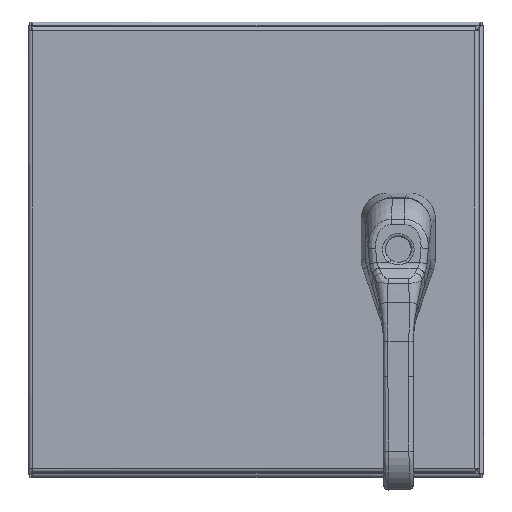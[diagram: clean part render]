
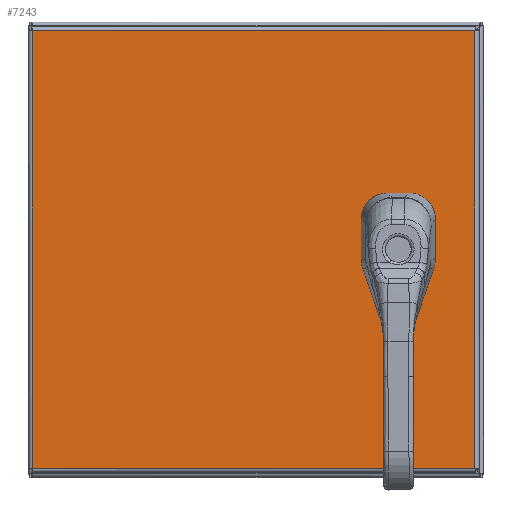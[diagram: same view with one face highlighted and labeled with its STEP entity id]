
A CAD part, top view. The second image highlights one B-rep face of the part: STEP entity #7243.
In plain terms, the highlighted face is planar.
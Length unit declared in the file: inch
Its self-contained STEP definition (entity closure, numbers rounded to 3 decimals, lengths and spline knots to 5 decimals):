
#5473=CARTESIAN_POINT('',(2.33762,6.275,0.0));
#5474=VERTEX_POINT('',#5473);
#5481=CARTESIAN_POINT('',(2.525,6.08762,0.0));
#5482=VERTEX_POINT('',#5481);
#5483=CARTESIAN_POINT('',(2.125,5.875,0.0));
#5484=DIRECTION('',(0.0,0.0,1.0));
#5485=DIRECTION('',(-0.469,-0.883,0.0));
#5486=AXIS2_PLACEMENT_3D('',#5483,#5484,#5485);
#5487=CIRCLE('',#5486,0.453);
#5488=EDGE_CURVE('',#5482,#5474,#5487,.T.);
#5513=CARTESIAN_POINT('',(2.525,5.66238,0.0));
#5514=VERTEX_POINT('',#5513);
#5515=CARTESIAN_POINT('',(2.525,5.66238,0.0));
#5516=DIRECTION('',(0.0,1.0,0.0));
#5517=VECTOR('',#5516,0.42525);
#5518=LINE('',#5515,#5517);
#5519=EDGE_CURVE('',#5514,#5482,#5518,.T.);
#5545=CARTESIAN_POINT('',(2.33762,5.475,0.0));
#5546=VERTEX_POINT('',#5545);
#5547=CARTESIAN_POINT('',(2.125,5.875,0.0));
#5548=DIRECTION('',(0.0,0.0,1.0));
#5549=DIRECTION('',(-0.883,0.469,0.0));
#5550=AXIS2_PLACEMENT_3D('',#5547,#5548,#5549);
#5551=CIRCLE('',#5550,0.453);
#5552=EDGE_CURVE('',#5546,#5514,#5551,.T.);
#5577=CARTESIAN_POINT('',(1.91238,5.475,0.0));
#5578=VERTEX_POINT('',#5577);
#5579=CARTESIAN_POINT('',(1.91238,5.475,0.0));
#5580=DIRECTION('',(1.0,0.0,0.0));
#5581=VECTOR('',#5580,0.42525);
#5582=LINE('',#5579,#5581);
#5583=EDGE_CURVE('',#5578,#5546,#5582,.T.);
#5609=CARTESIAN_POINT('',(1.725,5.66238,0.0));
#5610=VERTEX_POINT('',#5609);
#5611=CARTESIAN_POINT('',(2.125,5.875,0.0));
#5612=DIRECTION('',(0.0,0.0,1.0));
#5613=DIRECTION('',(0.469,0.883,0.0));
#5614=AXIS2_PLACEMENT_3D('',#5611,#5612,#5613);
#5615=CIRCLE('',#5614,0.453);
#5616=EDGE_CURVE('',#5610,#5578,#5615,.T.);
#5641=CARTESIAN_POINT('',(1.725,6.08762,0.0));
#5642=VERTEX_POINT('',#5641);
#5643=CARTESIAN_POINT('',(1.725,6.08762,0.0));
#5644=DIRECTION('',(0.0,-1.0,0.0));
#5645=VECTOR('',#5644,0.42525);
#5646=LINE('',#5643,#5645);
#5647=EDGE_CURVE('',#5642,#5610,#5646,.T.);
#5673=CARTESIAN_POINT('',(1.91238,6.275,0.0));
#5674=VERTEX_POINT('',#5673);
#5675=CARTESIAN_POINT('',(2.125,5.875,0.0));
#5676=DIRECTION('',(0.0,0.0,1.0));
#5677=DIRECTION('',(0.883,-0.469,0.0));
#5678=AXIS2_PLACEMENT_3D('',#5675,#5676,#5677);
#5679=CIRCLE('',#5678,0.453);
#5680=EDGE_CURVE('',#5674,#5642,#5679,.T.);
#5703=CARTESIAN_POINT('',(2.33762,6.275,0.0));
#5704=DIRECTION('',(-1.0,0.0,0.0));
#5705=VECTOR('',#5704,0.42525);
#5706=LINE('',#5703,#5705);
#5707=EDGE_CURVE('',#5474,#5674,#5706,.T.);
#5729=CARTESIAN_POINT('',(1.9845,4.497,0.0));
#5730=VERTEX_POINT('',#5729);
#5731=CARTESIAN_POINT('',(2.125,4.497,0.0));
#5732=DIRECTION('',(0.0,0.0,1.0));
#5733=DIRECTION('',(1.0,0.0,0.0));
#5734=AXIS2_PLACEMENT_3D('',#5731,#5732,#5733);
#5735=CIRCLE('',#5734,0.1405);
#5736=EDGE_CURVE('',#5730,#5730,#5735,.T.);
#5757=CARTESIAN_POINT('',(1.9845,4.989,0.0));
#5758=VERTEX_POINT('',#5757);
#5759=CARTESIAN_POINT('',(2.125,4.989,0.0));
#5760=DIRECTION('',(0.0,0.0,1.0));
#5761=DIRECTION('',(1.0,0.0,0.0));
#5762=AXIS2_PLACEMENT_3D('',#5759,#5760,#5761);
#5763=CIRCLE('',#5762,0.1405);
#5764=EDGE_CURVE('',#5758,#5758,#5763,.T.);
#5785=CARTESIAN_POINT('',(1.9845,6.76,0.0));
#5786=VERTEX_POINT('',#5785);
#5787=CARTESIAN_POINT('',(2.125,6.76,0.0));
#5788=DIRECTION('',(0.0,0.0,1.0));
#5789=DIRECTION('',(1.0,0.0,0.0));
#5790=AXIS2_PLACEMENT_3D('',#5787,#5788,#5789);
#5791=CIRCLE('',#5790,0.1405);
#5792=EDGE_CURVE('',#5786,#5786,#5791,.T.);
#6242=CARTESIAN_POINT('',(11.76975,0.10525,0.));
#6243=VERTEX_POINT('',#6242);
#6254=CARTESIAN_POINT('',(11.76975,11.64475,0.));
#6255=VERTEX_POINT('',#6254);
#6256=CARTESIAN_POINT('',(11.76975,11.64475,0.0));
#6257=DIRECTION('',(0.0,-1.0,0.0));
#6258=VECTOR('',#6257,11.5395);
#6259=LINE('',#6256,#6258);
#6260=EDGE_CURVE('',#6255,#6243,#6259,.T.);
#6412=CARTESIAN_POINT('',(0.10525,0.10525,0.));
#6413=VERTEX_POINT('',#6412);
#6424=CARTESIAN_POINT('',(11.76975,0.10525,0.0));
#6425=DIRECTION('',(-1.0,0.0,0.0));
#6426=VECTOR('',#6425,11.6645);
#6427=LINE('',#6424,#6426);
#6428=EDGE_CURVE('',#6243,#6413,#6427,.T.);
#6689=CARTESIAN_POINT('',(0.10525,11.64475,0.));
#6690=VERTEX_POINT('',#6689);
#6701=CARTESIAN_POINT('',(0.10525,0.10525,0.0));
#6702=DIRECTION('',(0.0,1.0,0.0));
#6703=VECTOR('',#6702,11.5395);
#6704=LINE('',#6701,#6703);
#6705=EDGE_CURVE('',#6413,#6690,#6704,.T.);
#6970=CARTESIAN_POINT('',(0.10525,11.64475,0.0));
#6971=DIRECTION('',(1.0,0.0,0.0));
#6972=VECTOR('',#6971,11.6645);
#6973=LINE('',#6970,#6972);
#6974=EDGE_CURVE('',#6690,#6255,#6973,.T.);
#7213=CARTESIAN_POINT('',(5.9375,5.875,0.0));
#7214=DIRECTION('',(0.0,0.0,1.0));
#7215=DIRECTION('',(1.0,0.0,0.0));
#7216=AXIS2_PLACEMENT_3D('',#7213,#7214,#7215);
#7217=PLANE('',#7216);
#7218=ORIENTED_EDGE('',*,*,#6260,.T.);
#7219=ORIENTED_EDGE('',*,*,#6428,.T.);
#7220=ORIENTED_EDGE('',*,*,#6705,.T.);
#7221=ORIENTED_EDGE('',*,*,#6974,.T.);
#7222=EDGE_LOOP('',(#7218,#7219,#7220,#7221));
#7223=FACE_OUTER_BOUND('',#7222,.T.);
#7224=ORIENTED_EDGE('',*,*,#5488,.T.);
#7225=ORIENTED_EDGE('',*,*,#5707,.T.);
#7226=ORIENTED_EDGE('',*,*,#5680,.T.);
#7227=ORIENTED_EDGE('',*,*,#5647,.T.);
#7228=ORIENTED_EDGE('',*,*,#5616,.T.);
#7229=ORIENTED_EDGE('',*,*,#5583,.T.);
#7230=ORIENTED_EDGE('',*,*,#5552,.T.);
#7231=ORIENTED_EDGE('',*,*,#5519,.T.);
#7232=EDGE_LOOP('',(#7224,#7225,#7226,#7227,#7228,#7229,#7230,#7231));
#7233=FACE_BOUND('',#7232,.T.);
#7234=ORIENTED_EDGE('',*,*,#5736,.T.);
#7235=EDGE_LOOP('',(#7234));
#7236=FACE_BOUND('',#7235,.T.);
#7237=ORIENTED_EDGE('',*,*,#5764,.T.);
#7238=EDGE_LOOP('',(#7237));
#7239=FACE_BOUND('',#7238,.T.);
#7240=ORIENTED_EDGE('',*,*,#5792,.T.);
#7241=EDGE_LOOP('',(#7240));
#7242=FACE_BOUND('',#7241,.T.);
#7243=ADVANCED_FACE('',(#7223,#7233,#7236,#7239,#7242),#7217,.F.);
